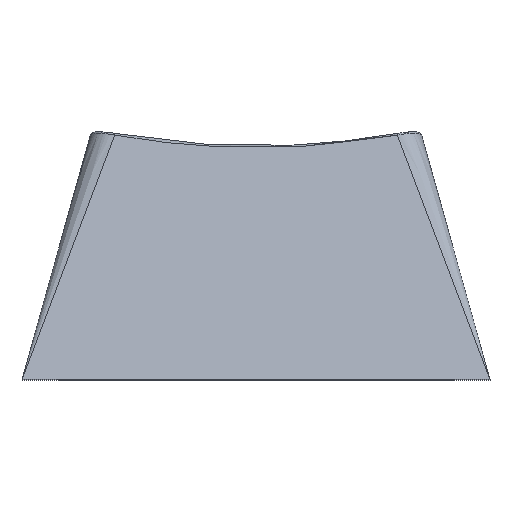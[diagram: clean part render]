
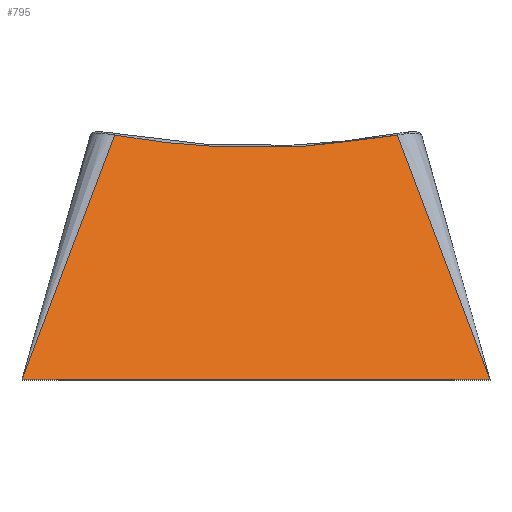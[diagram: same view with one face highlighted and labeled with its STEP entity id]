
A CAD part, top view. The second image highlights one B-rep face of the part: STEP entity #795.
In plain terms, the highlighted planar face has unit normal (0, 0.326, 0.946).
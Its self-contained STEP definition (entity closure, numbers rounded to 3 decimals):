
#1 = B_SPLINE_CURVE_WITH_KNOTS ( 'NONE', 3,
 ( #968, #293, #1229, #1378 ),
 .UNSPECIFIED., .F., .F.,
 ( 4, 4 ),
 ( 0.009, 1. ),
 .UNSPECIFIED. ) ;
#10 = VERTEX_POINT ( 'NONE', #1193 ) ;
#57 = CARTESIAN_POINT ( 'NONE',  ( 3.562, 9.403, 14.762 ) ) ;
#78 = CARTESIAN_POINT ( 'NONE',  ( 18., 0., 18. ) ) ;
#84 = CARTESIAN_POINT ( 'NONE',  ( 9., 9.004, 14.9 ) ) ;
#119 = ORIENTED_EDGE ( 'NONE', *, *, #207, .T. ) ;
#188 = CARTESIAN_POINT ( 'NONE',  ( 9.91, 8.921, 14.928 ) ) ;
#198 = CARTESIAN_POINT ( 'NONE',  ( 15.523, 6.588, 15.732 ) ) ;
#207 = EDGE_CURVE ( 'NONE', #1108, #492, #1660, .T. ) ;
#216 = VECTOR ( 'NONE', #1154, 1000. ) ;
#293 = CARTESIAN_POINT ( 'NONE',  ( 2.477, 6.588, 15.732 ) ) ;
#307 = CARTESIAN_POINT ( 'NONE',  ( 12.638, 9.123, 14.859 ) ) ;
#340 = ORIENTED_EDGE ( 'NONE', *, *, #637, .T. ) ;
#347 = EDGE_CURVE ( 'NONE', #1337, #1108, #434, .T. ) ;
#355 = CARTESIAN_POINT ( 'NONE',  ( 18., 0., 18. ) ) ;
#372 = ORIENTED_EDGE ( 'NONE', *, *, #1581, .T. ) ;
#434 = B_SPLINE_CURVE_WITH_KNOTS ( 'NONE', 3,
 ( #355, #494, #198, #1415 ),
 .UNSPECIFIED., .F., .F.,
 ( 4, 4 ),
 ( 0., 0.991 ),
 .UNSPECIFIED. ) ;
#462 = PLANE ( 'NONE',  #1750 ) ;
#473 = CARTESIAN_POINT ( 'NONE',  ( 7.174, 8.962, 14.914 ) ) ;
#492 = VERTEX_POINT ( 'NONE', #1621 ) ;
#494 = CARTESIAN_POINT ( 'NONE',  ( 16.711, 3.453, 16.811 ) ) ;
#535 = FACE_OUTER_BOUND ( 'NONE', #935, .T. ) ;
#598 = ORIENTED_EDGE ( 'NONE', *, *, #347, .T. ) ;
#637 = EDGE_CURVE ( 'NONE', #492, #10, #1, .T. ) ;
#691 = CARTESIAN_POINT ( 'NONE',  ( 14.438, 9.403, 14.762 ) ) ;
#730 = CARTESIAN_POINT ( 'NONE',  ( 4.459, 9.243, 14.817 ) ) ;
#764 = DIRECTION ( 'NONE',  ( 0., -0.326, -0.946 ) ) ;
#795 = ADVANCED_FACE ( 'NONE', ( #535 ), #462, .F. ) ;
#858 = CARTESIAN_POINT ( 'NONE',  ( 14.438, 9.403, 14.762 ) ) ;
#863 = CARTESIAN_POINT ( 'NONE',  ( 8.087, 8.921, 14.928 ) ) ;
#935 = EDGE_LOOP ( 'NONE', ( #598, #119, #340, #372 ) ) ;
#968 = CARTESIAN_POINT ( 'NONE',  ( 3.562, 9.403, 14.762 ) ) ;
#976 = CARTESIAN_POINT ( 'NONE',  ( 5.361, 9.123, 14.859 ) ) ;
#1108 = VERTEX_POINT ( 'NONE', #691 ) ;
#1142 = CARTESIAN_POINT ( 'NONE',  ( 0., 0., 18. ) ) ;
#1147 = CARTESIAN_POINT ( 'NONE',  ( 10.822, 8.961, 14.914 ) ) ;
#1154 = DIRECTION ( 'NONE',  ( 1., 0., 0. ) ) ;
#1193 = CARTESIAN_POINT ( 'NONE',  ( 0., 0., 18. ) ) ;
#1229 = CARTESIAN_POINT ( 'NONE',  ( 1.289, 3.453, 16.811 ) ) ;
#1269 = CARTESIAN_POINT ( 'NONE',  ( 13.541, 9.243, 14.817 ) ) ;
#1303 = DIRECTION ( 'NONE',  ( 0., 0.946, -0.326 ) ) ;
#1337 = VERTEX_POINT ( 'NONE', #78 ) ;
#1378 = CARTESIAN_POINT ( 'NONE',  ( 0., 0., 18. ) ) ;
#1415 = CARTESIAN_POINT ( 'NONE',  ( 14.438, 9.403, 14.762 ) ) ;
#1570 = LINE ( 'NONE', #1142, #216 ) ;
#1581 = EDGE_CURVE ( 'NONE', #10, #1337, #1570, .T. ) ;
#1621 = CARTESIAN_POINT ( 'NONE',  ( 3.562, 9.403, 14.762 ) ) ;
#1660 = B_SPLINE_CURVE_WITH_KNOTS ( 'NONE', 3,
 ( #858, #1269, #307, #1147, #188, #863, #473, #976, #730, #57 ),
 .UNSPECIFIED., .F., .F.,
 ( 4, 2, 2, 2, 4 ),
 ( 0., 0.003, 0.005, 0.008, 0.011 ),
 .UNSPECIFIED. ) ;
#1750 = AXIS2_PLACEMENT_3D ( 'NONE', #84, #764, #1303 ) ;
